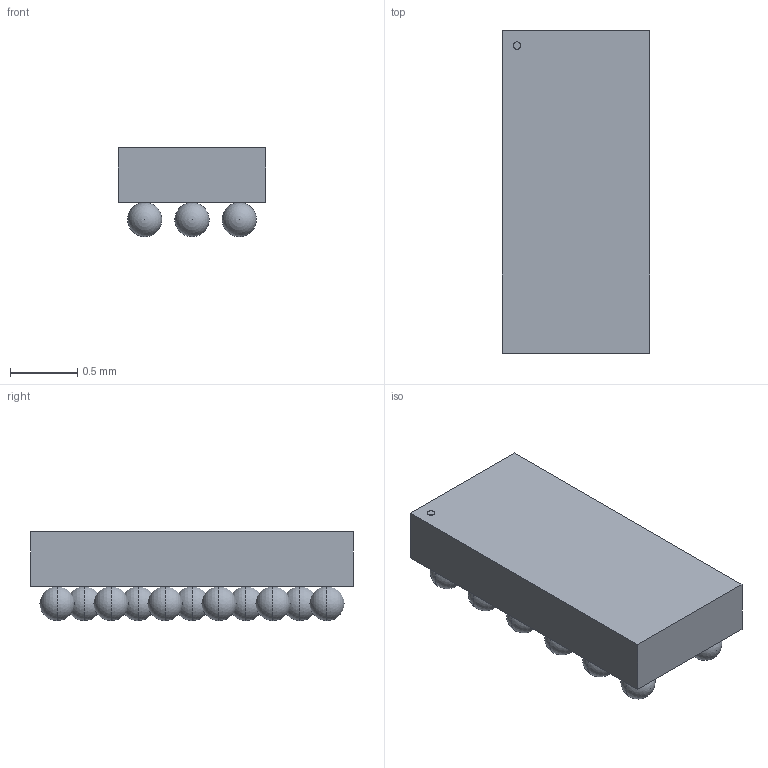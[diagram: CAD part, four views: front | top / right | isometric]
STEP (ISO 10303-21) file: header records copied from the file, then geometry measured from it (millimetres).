
FILE_DESCRIPTION (( 'STEP AP214' ), '1' );
FILE_NAME ('EMIF06-HSD03F3.STEP', '2023-01-17T07:54:38', ( '' ), ( '' ), 'SwSTEP 2.0', 'SolidWorks 2022', '' );
FILE_SCHEMA (( 'AUTOMOTIVE_DESIGN' ));
Length unit declared in the file: millimetre
Products named in the file (1): EMIF06-HSD03F3
Bounding box: 1.09 x 2.39 x 0.66 mm (x, y, z)
Volume: 1.2 mm3; surface area: 11.5 mm2
Topology: 19 solids, 19 shells, 44 faces, 137 edges, 97 vertices
Faces by surface type: sphere 34, plane 8, cylinder 2
Entity records: 1122 total; most frequent: DIRECTION 180, CARTESIAN_POINT 143, ORIENTED_EDGE 104, AXIS2_PLACEMENT_3D 83, EDGE_CURVE 52, VERTEX_POINT 46, ADVANCED_FACE 44, EDGE_LOOP 44
